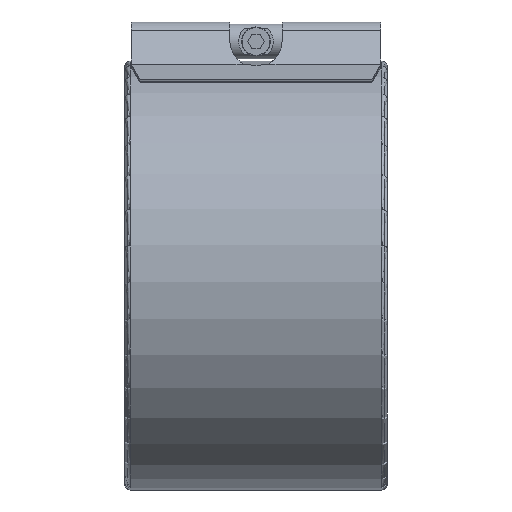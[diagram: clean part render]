
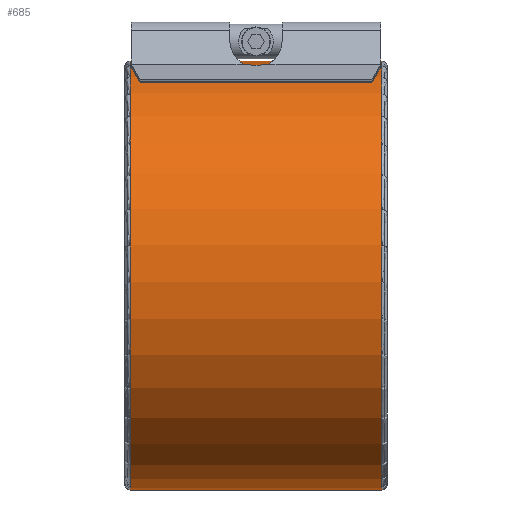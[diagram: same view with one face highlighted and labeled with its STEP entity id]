
A CAD part, front view. The second image highlights one B-rep face of the part: STEP entity #685.
In plain terms, the highlighted cylindrical face has radius 74 mm (diameter 148 mm), a partial arc.
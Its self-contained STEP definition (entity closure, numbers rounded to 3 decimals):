
#97=ELLIPSE('',#2465,148.,74.);
#98=ELLIPSE('',#2467,148.,74.);
#190=LINE('',#3623,#380);
#191=LINE('',#3627,#381);
#380=VECTOR('',#2815,1.);
#381=VECTOR('',#2818,1.);
#608=CYLINDRICAL_SURFACE('',#2468,74.);
#685=ADVANCED_FACE('',(#884),#608,.T.);
#884=FACE_OUTER_BOUND('',#1042,.T.);
#1042=EDGE_LOOP('',(#1268,#1269,#1270,#1271,#1272,#1273));
#1268=ORIENTED_EDGE('',*,*,#2057,.F.);
#1269=ORIENTED_EDGE('',*,*,#2058,.T.);
#1270=ORIENTED_EDGE('',*,*,#2054,.F.);
#1271=ORIENTED_EDGE('',*,*,#2059,.T.);
#1272=ORIENTED_EDGE('',*,*,#2060,.T.);
#1273=ORIENTED_EDGE('',*,*,#2061,.F.);
#1834=VERTEX_POINT('',#3597);
#1835=VERTEX_POINT('',#3598);
#1836=VERTEX_POINT('',#3624);
#1837=VERTEX_POINT('',#3625);
#1838=VERTEX_POINT('',#3628);
#1839=VERTEX_POINT('',#3630);
#2054=EDGE_CURVE('',#1834,#1835,#2334,.T.);
#2057=EDGE_CURVE('',#1836,#1837,#190,.T.);
#2058=EDGE_CURVE('',#1836,#1835,#97,.T.);
#2059=EDGE_CURVE('',#1834,#1838,#191,.T.);
#2060=EDGE_CURVE('',#1838,#1839,#2336,.T.);
#2061=EDGE_CURVE('',#1837,#1839,#98,.T.);
#2334=CIRCLE('',#2462,74.);
#2336=CIRCLE('',#2466,74.);
#2462=AXIS2_PLACEMENT_3D('',#3596,#2809,#2810);
#2465=AXIS2_PLACEMENT_3D('',#3626,#2816,#2817);
#2466=AXIS2_PLACEMENT_3D('',#3629,#2819,#2820);
#2467=AXIS2_PLACEMENT_3D('',#3631,#2821,#2822);
#2468=AXIS2_PLACEMENT_3D('',#3632,#2823,#2824);
#2809=DIRECTION('',(-1.,0.,0.));
#2810=DIRECTION('',(0.,0.,1.));
#2815=DIRECTION('',(1.,0.,0.));
#2816=DIRECTION('',(0.5,-0.866,0.));
#2817=DIRECTION('',(-0.866,-0.5,0.));
#2818=DIRECTION('',(1.,0.,0.));
#2819=DIRECTION('',(-1.,0.,0.));
#2820=DIRECTION('',(0.,0.,1.));
#2821=DIRECTION('',(0.5,0.866,0.));
#2822=DIRECTION('',(-0.866,0.5,0.));
#2823=DIRECTION('',(-1.,0.,0.));
#2824=DIRECTION('',(0.,0.,1.));
#3596=CARTESIAN_POINT('',(-43.45,0.,0.));
#3597=CARTESIAN_POINT('',(-43.45,10.91,73.191));
#3598=CARTESIAN_POINT('',(-43.45,-2.425,73.96));
#3623=CARTESIAN_POINT('',(-43.45,0.,74.));
#3624=CARTESIAN_POINT('',(-39.25,0.,74.));
#3625=CARTESIAN_POINT('',(39.25,0.,74.));
#3626=CARTESIAN_POINT('',(-39.25,0.,0.));
#3627=CARTESIAN_POINT('',(-43.45,10.91,73.191));
#3628=CARTESIAN_POINT('',(43.45,10.91,73.191));
#3629=CARTESIAN_POINT('',(43.45,0.,0.));
#3630=CARTESIAN_POINT('',(43.45,-2.425,73.96));
#3631=CARTESIAN_POINT('',(39.25,0.,0.));
#3632=CARTESIAN_POINT('',(0.,0.,0.));
